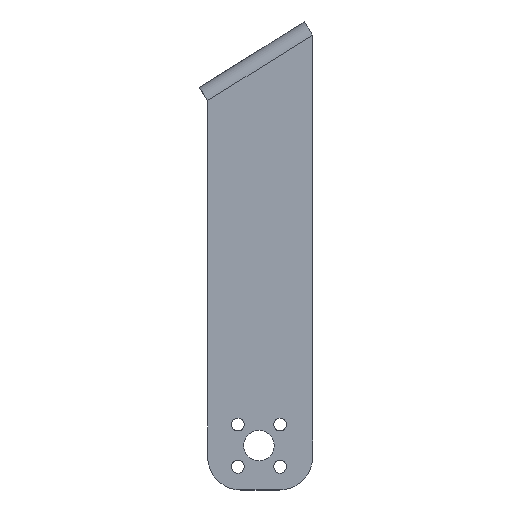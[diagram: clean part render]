
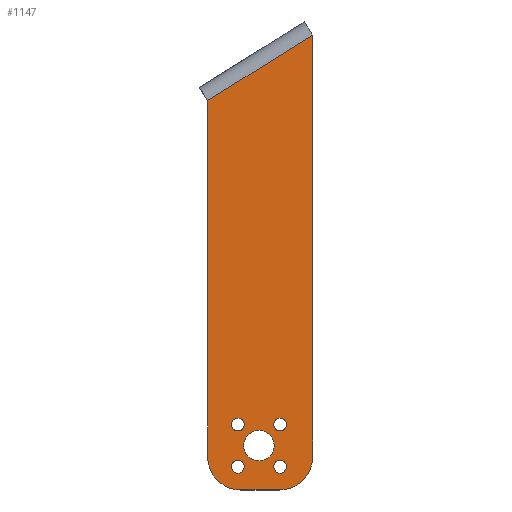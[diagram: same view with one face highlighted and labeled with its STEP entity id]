
A CAD part, left-side view. The second image highlights one B-rep face of the part: STEP entity #1147.
In plain terms, the highlighted planar face has unit normal (-1, 0, 0).
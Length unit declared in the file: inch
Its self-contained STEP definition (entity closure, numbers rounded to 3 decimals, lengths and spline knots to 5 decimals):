
#15=FACE_BOUND('',#136,.T.);
#16=FACE_BOUND('',#137,.T.);
#17=FACE_BOUND('',#138,.T.);
#18=FACE_BOUND('',#139,.T.);
#19=FACE_BOUND('',#140,.T.);
#36=PLANE('',#1215);
#71=FACE_OUTER_BOUND('',#135,.T.);
#135=EDGE_LOOP('',(#783,#784,#785,#786,#787,#788));
#136=EDGE_LOOP('',(#789));
#137=EDGE_LOOP('',(#790));
#138=EDGE_LOOP('',(#791));
#139=EDGE_LOOP('',(#792));
#140=EDGE_LOOP('',(#793));
#219=LINE('',#1707,#329);
#222=LINE('',#1713,#332);
#223=LINE('',#1715,#333);
#224=LINE('',#1717,#334);
#329=VECTOR('',#1347,0.3937);
#332=VECTOR('',#1352,0.3937);
#333=VECTOR('',#1353,0.3937);
#334=VECTOR('',#1354,0.3937);
#438=CIRCLE('',#1213,0.42598);
#439=CIRCLE('',#1216,0.42598);
#440=CIRCLE('',#1217,0.08268);
#441=CIRCLE('',#1218,0.08268);
#442=CIRCLE('',#1219,0.08268);
#443=CIRCLE('',#1220,0.08268);
#444=CIRCLE('',#1221,0.19685);
#499=VERTEX_POINT('',#1700);
#500=VERTEX_POINT('',#1702);
#501=VERTEX_POINT('',#1706);
#503=VERTEX_POINT('',#1712);
#504=VERTEX_POINT('',#1714);
#505=VERTEX_POINT('',#1716);
#506=VERTEX_POINT('',#1719);
#507=VERTEX_POINT('',#1721);
#508=VERTEX_POINT('',#1723);
#509=VERTEX_POINT('',#1725);
#510=VERTEX_POINT('',#1727);
#607=EDGE_CURVE('',#499,#500,#438,.T.);
#609=EDGE_CURVE('',#501,#500,#219,.T.);
#612=EDGE_CURVE('',#503,#499,#222,.T.);
#613=EDGE_CURVE('',#503,#504,#223,.T.);
#614=EDGE_CURVE('',#504,#505,#224,.T.);
#615=EDGE_CURVE('',#501,#505,#439,.T.);
#616=EDGE_CURVE('',#506,#506,#440,.T.);
#617=EDGE_CURVE('',#507,#507,#441,.T.);
#618=EDGE_CURVE('',#508,#508,#442,.T.);
#619=EDGE_CURVE('',#509,#509,#443,.T.);
#620=EDGE_CURVE('',#510,#510,#444,.T.);
#783=ORIENTED_EDGE('',*,*,#607,.F.);
#784=ORIENTED_EDGE('',*,*,#612,.F.);
#785=ORIENTED_EDGE('',*,*,#613,.T.);
#786=ORIENTED_EDGE('',*,*,#614,.T.);
#787=ORIENTED_EDGE('',*,*,#615,.F.);
#788=ORIENTED_EDGE('',*,*,#609,.T.);
#789=ORIENTED_EDGE('',*,*,#616,.T.);
#790=ORIENTED_EDGE('',*,*,#617,.T.);
#791=ORIENTED_EDGE('',*,*,#618,.T.);
#792=ORIENTED_EDGE('',*,*,#619,.T.);
#793=ORIENTED_EDGE('',*,*,#620,.T.);
#1147=ADVANCED_FACE('',(#71,#15,#16,#17,#18,#19),#36,.T.);
#1213=AXIS2_PLACEMENT_3D('',#1703,#1342,#1343);
#1215=AXIS2_PLACEMENT_3D('',#1711,#1350,#1351);
#1216=AXIS2_PLACEMENT_3D('',#1718,#1355,#1356);
#1217=AXIS2_PLACEMENT_3D('',#1720,#1357,#1358);
#1218=AXIS2_PLACEMENT_3D('',#1722,#1359,#1360);
#1219=AXIS2_PLACEMENT_3D('',#1724,#1361,#1362);
#1220=AXIS2_PLACEMENT_3D('',#1726,#1363,#1364);
#1221=AXIS2_PLACEMENT_3D('',#1728,#1365,#1366);
#1342=DIRECTION('center_axis',(1.,0.,0.));
#1343=DIRECTION('ref_axis',(0.,-0.707,-0.707));
#1347=DIRECTION('',(0.,-1.,0.));
#1350=DIRECTION('center_axis',(-1.,0.,0.));
#1351=DIRECTION('ref_axis',(0.,0.,1.));
#1352=DIRECTION('',(0.,0.,-1.));
#1353=DIRECTION('',(0.,0.848,-0.53));
#1354=DIRECTION('',(0.,0.,-1.));
#1355=DIRECTION('center_axis',(1.,0.,0.));
#1356=DIRECTION('ref_axis',(0.,0.707,-0.707));
#1357=DIRECTION('center_axis',(1.,0.,0.));
#1358=DIRECTION('ref_axis',(0.,0.,1.));
#1359=DIRECTION('center_axis',(1.,0.,0.));
#1360=DIRECTION('ref_axis',(0.,0.,1.));
#1361=DIRECTION('center_axis',(1.,0.,0.));
#1362=DIRECTION('ref_axis',(0.,0.,1.));
#1363=DIRECTION('center_axis',(1.,0.,0.));
#1364=DIRECTION('ref_axis',(0.,0.,1.));
#1365=DIRECTION('center_axis',(1.,0.,0.));
#1366=DIRECTION('ref_axis',(0.,0.,1.));
#1700=CARTESIAN_POINT('',(-4.36662,0.,-2.32217));
#1702=CARTESIAN_POINT('',(-4.36662,0.42598,-2.74815));
#1703=CARTESIAN_POINT('Origin',(-4.36662,0.42598,-2.32217));
#1706=CARTESIAN_POINT('',(-4.36662,0.92837,-2.74815));
#1707=CARTESIAN_POINT('',(-4.36662,0.67718,-2.74815));
#1711=CARTESIAN_POINT('Origin',(-4.36662,0.67718,1.96256));
#1712=CARTESIAN_POINT('',(-4.36662,0.,3.13011));
#1713=CARTESIAN_POINT('',(-4.36662,0.,0.79502));
#1714=CARTESIAN_POINT('',(-4.36662,1.35435,2.28382));
#1715=CARTESIAN_POINT('',(-4.36662,0.,3.13011));
#1716=CARTESIAN_POINT('',(-4.36662,1.35435,-2.32217));
#1717=CARTESIAN_POINT('',(-4.36662,1.35435,2.28382));
#1718=CARTESIAN_POINT('Origin',(-4.36662,0.92837,-2.32217));
#1719=CARTESIAN_POINT('',(-4.36662,0.41961,-1.98548));
#1720=CARTESIAN_POINT('Origin',(-4.36662,0.41961,-1.9028));
#1721=CARTESIAN_POINT('',(-4.36662,0.96409,-1.98548));
#1722=CARTESIAN_POINT('Origin',(-4.36662,0.96409,-1.9028));
#1723=CARTESIAN_POINT('',(-4.36662,0.41961,-2.52995));
#1724=CARTESIAN_POINT('Origin',(-4.36662,0.41961,-2.44728));
#1725=CARTESIAN_POINT('',(-4.36662,0.96409,-2.52995));
#1726=CARTESIAN_POINT('Origin',(-4.36662,0.96409,-2.44728));
#1727=CARTESIAN_POINT('',(-4.36662,0.69185,-2.37189));
#1728=CARTESIAN_POINT('Origin',(-4.36662,0.69185,-2.17504));
